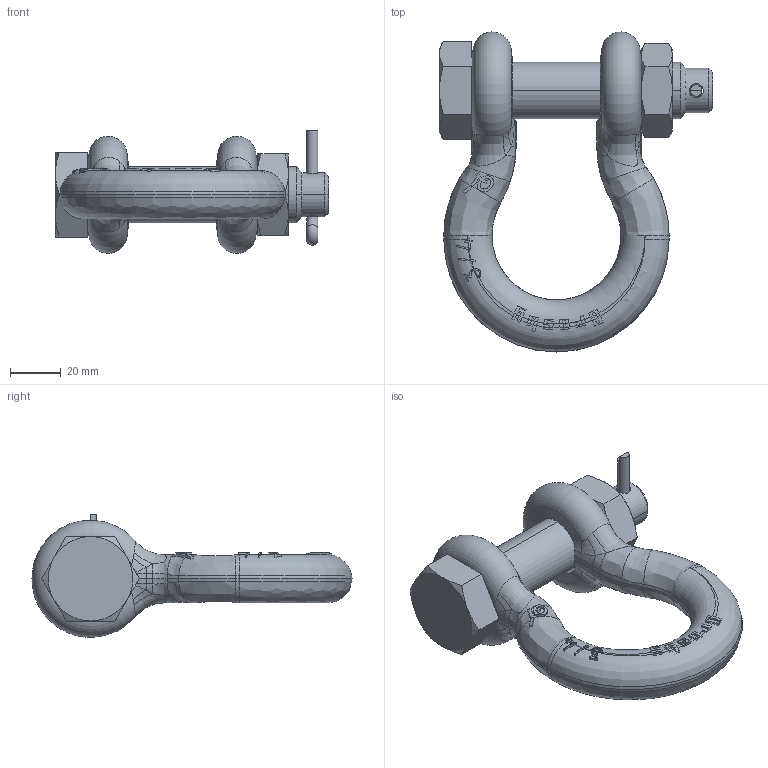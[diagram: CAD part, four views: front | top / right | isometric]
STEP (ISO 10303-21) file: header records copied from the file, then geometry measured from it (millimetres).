
FILE_DESCRIPTION((''),'2;1');
FILE_NAME('CROSBY_2130_075','2005-01-21T',('ADoughty'),('The Crosby Group, Inc.'),'PRO/ENGINEER BY PARAMETRIC TECHNOLOGY CORPORATION, 2004090','PRO/ENGINEER BY PARAMETRIC TECHNOLOGY CORPORATION, 2004090','');
FILE_SCHEMA(('CONFIG_CONTROL_DESIGN'));
Length unit declared in the file: inch
Products named in the file (1): CROSBY_2130_075
Bounding box: 107.7 x 126.23 x 48.36 mm (x, y, z)
Volume: 139610.2 mm3; surface area: 35030.8 mm2
Topology: 2 solids, 2 shells, 338 faces, 891 edges, 558 vertices
Faces by surface type: plane 142, bspline 77, revolution 33, cylinder 33, cone 30, extrusion 15, torus 8
Entity records: 16105 total; most frequent: CARTESIAN_POINT 8841, ORIENTED_EDGE 1782, DIRECTION 1032, EDGE_CURVE 891, VERTEX_POINT 558, B_SPLINE_CURVE_WITH_KNOTS 522, AXIS2_PLACEMENT_3D 354, EDGE_LOOP 345
